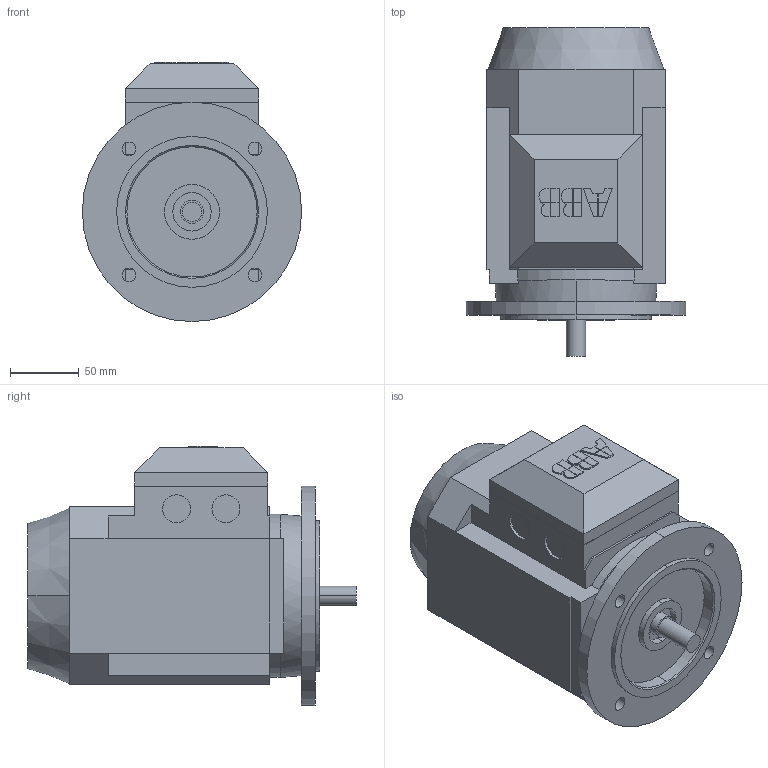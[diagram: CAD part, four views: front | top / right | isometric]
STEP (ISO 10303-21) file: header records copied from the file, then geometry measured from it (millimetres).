
FILE_DESCRIPTION(/* description */ (''),/* implementation_level */ '2;1');
FILE_NAME(/* name */ 'M3AA IE2 71 B5.stp',/* time_stamp */ '2015-06-29T15:50:33+02:00',/* author */ (''),/* organization */ (''),/* preprocessor_version */ 'ST-DEVELOPER v14',/* originating_system */ 'SIEMENS PLM Software NX 8.0',/* authorisation */ '');
FILE_SCHEMA (('AUTOMOTIVE_DESIGN { 1 0 10303 214 3 1 1 1 }'));
Length unit declared in the file: millimetre
Products named in the file (1): CAD 3D Drw, M3AA 71, IM B5, IM3001, _E gener.__igs
Bounding box: 160 x 239.5 x 189 mm (x, y, z)
Volume: 3365305.4 mm3; surface area: 166144.5 mm2
Topology: 1 solids, 1 shells, 163 faces, 398 edges, 262 vertices
Faces by surface type: plane 115, cylinder 32, bspline 10, cone 6
Entity records: 4834 total; most frequent: CARTESIAN_POINT 952, ORIENTED_EDGE 796, DIRECTION 758, EDGE_CURVE 398, LINE 298, VECTOR 298, VERTEX_POINT 262, AXIS2_PLACEMENT_3D 230
